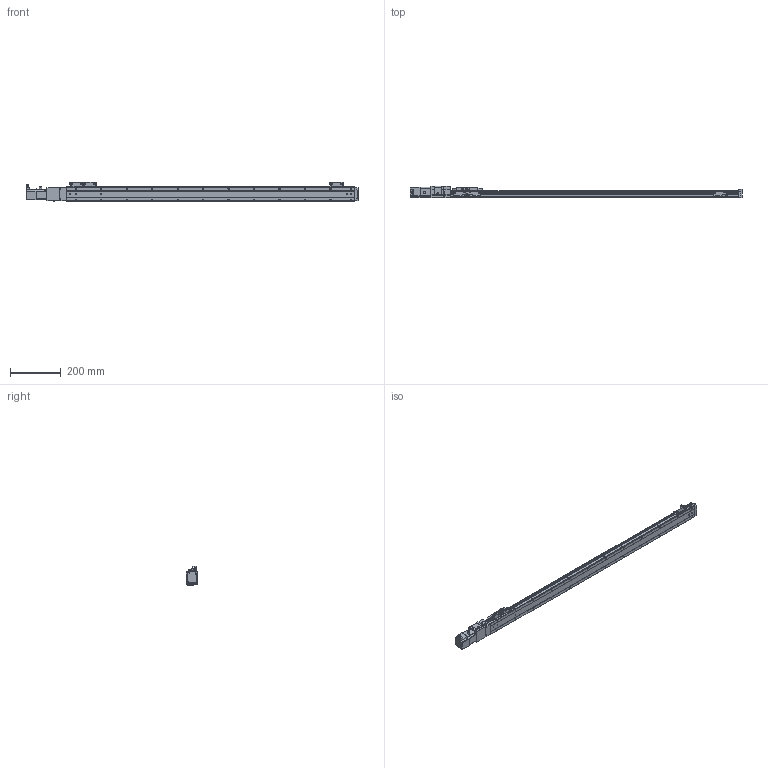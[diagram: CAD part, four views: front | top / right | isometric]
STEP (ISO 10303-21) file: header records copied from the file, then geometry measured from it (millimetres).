
FILE_DESCRIPTION (( 'STEP AP214' ), '1' );
FILE_NAME ('MLU52BC-10XLD-1000-XXXX.STEP', '2025-02-28T16:12:14', ( '' ), ( '' ), 'SwSTEP 2.0', 'SolidWorks 2022', '' );
FILE_SCHEMA (( 'AUTOMOTIVE_DESIGN' ));
Length unit declared in the file: millimetre
Products named in the file (12): MLU52-1000-SENSOR; MLU52BC-10XLD-1000-XXXX; MLU52-1000-4; MLU52-1000-5; MLU52-1000-3; MLU52-1000-1; MLU52-1000CARRIAGE; MLU52-1000MOTOR; MLU52-1000FANGTOOTH; FANG STICKER; MLU52-1000SENSORPLATE; MLU52-1000-2
Assembly tree (15 placements, depth 2):
  MLU52BC-10XLD-1000-XXXX
    MLU52-1000-1
    MLU52-1000-2
    MLU52-1000-3
    MLU52-1000MOTOR
    MLU52-1000-4
    MLU52-1000FANGTOOTH
    MLU52-1000CARRIAGE
    MLU52-1000-5
    MLU52-1000SENSORPLATE  x3
    MLU52-1000-SENSOR  x3
    FANG STICKER
Bounding box: 1303.4 x 46 x 76 mm (x, y, z)
Volume: 1880803.8 mm3; surface area: 327604.7 mm2
Topology: 15 solids, 15 shells, 1751 faces, 4700 edges, 3089 vertices
Faces by surface type: plane 893, cylinder 734, cone 84, torus 40
Entity records: 49138 total; most frequent: CARTESIAN_POINT 10761, ORIENTED_EDGE 7960, DIRECTION 7887, EDGE_CURVE 3980, AXIS2_PLACEMENT_3D 2709, VERTEX_POINT 2617, VECTOR 2469, LINE 2469
